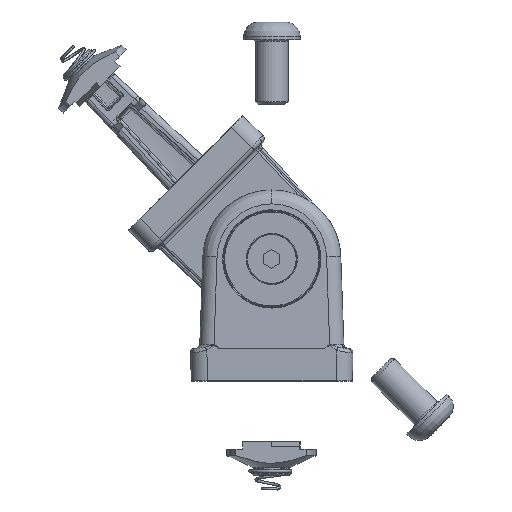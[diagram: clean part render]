
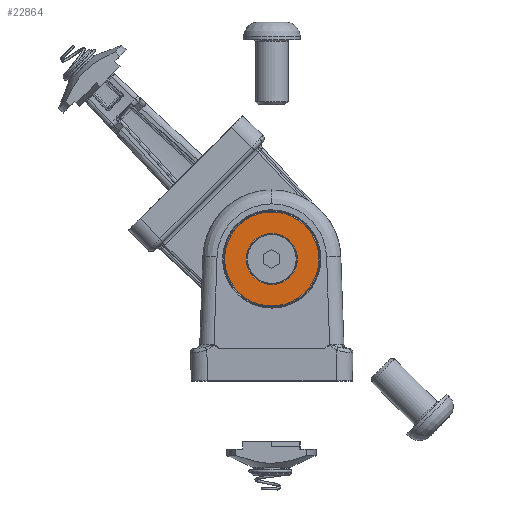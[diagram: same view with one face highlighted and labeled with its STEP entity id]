
A CAD part, top view. The second image highlights one B-rep face of the part: STEP entity #22864.
In plain terms, the highlighted planar face has unit normal (0, 0, 1).
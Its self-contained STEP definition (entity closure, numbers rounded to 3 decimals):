
#3933=PLANE('',#25316);
#4239=FACE_BOUND('',#7015,.T.);
#5355=FACE_OUTER_BOUND('',#7014,.T.);
#7014=EDGE_LOOP('',(#19310));
#7015=EDGE_LOOP('',(#19311));
#8511=CIRCLE('',#25294,6.3);
#8514=CIRCLE('',#25298,11.6);
#10545=VERTEX_POINT('',#49484);
#10548=VERTEX_POINT('',#49491);
#13514=EDGE_CURVE('',#10545,#10545,#8511,.T.);
#13517=EDGE_CURVE('',#10548,#10548,#8514,.T.);
#19310=ORIENTED_EDGE('',*,*,#13517,.T.);
#19311=ORIENTED_EDGE('',*,*,#13514,.T.);
#22864=ADVANCED_FACE('',(#5355,#4239),#3933,.T.);
#25294=AXIS2_PLACEMENT_3D('',#49485,#30987,#30988);
#25298=AXIS2_PLACEMENT_3D('',#49492,#30995,#30996);
#25316=AXIS2_PLACEMENT_3D('',#49667,#31031,#31032);
#30987=DIRECTION('center_axis',(0.,0.,
-1.));
#30988=DIRECTION('ref_axis',(0.707,-0.707,0.));
#30995=DIRECTION('center_axis',(0.,0.,
1.));
#30996=DIRECTION('ref_axis',(0.707,-0.707,0.));
#31031=DIRECTION('center_axis',(0.,0.,
1.));
#31032=DIRECTION('ref_axis',(0.707,-0.707,0.));
#49484=CARTESIAN_POINT('',(4.455,17.545,19.571));
#49485=CARTESIAN_POINT('Origin',(0.,22.,19.571));
#49491=CARTESIAN_POINT('',(8.202,13.798,19.571));
#49492=CARTESIAN_POINT('Origin',(0.,22.,19.571));
#49667=CARTESIAN_POINT('Origin',(0.,22.,19.571));
